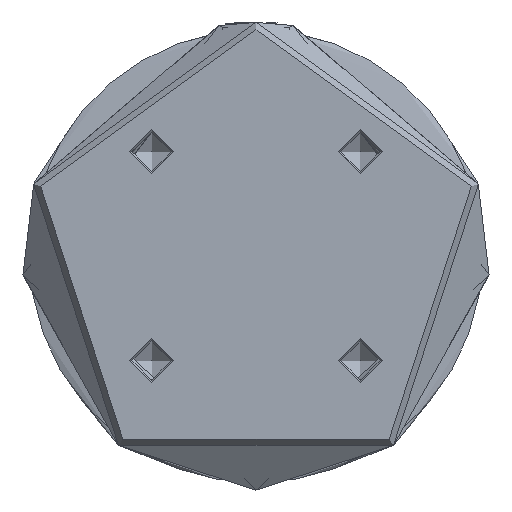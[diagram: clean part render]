
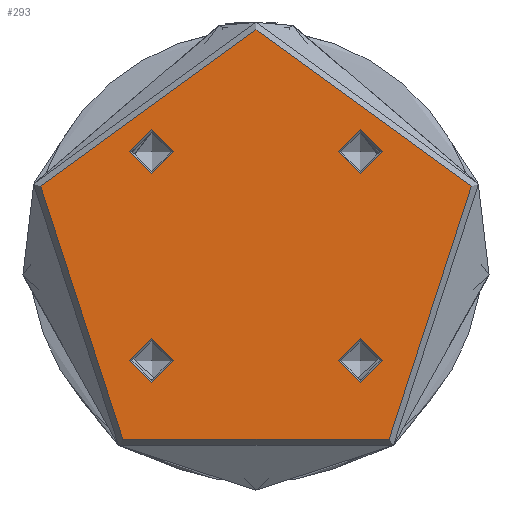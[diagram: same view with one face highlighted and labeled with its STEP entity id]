
A CAD part, front view. The second image highlights one B-rep face of the part: STEP entity #293.
In plain terms, the highlighted face is planar.
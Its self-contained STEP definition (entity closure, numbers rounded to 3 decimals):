
#235 = EDGE_CURVE ( 'NONE', #310, #310, #788, .T. ) ;
#255 = AXIS2_PLACEMENT_3D ( 'NONE', #2962, #385, #3371 ) ;
#293 = ADVANCED_FACE ( 'NONE', ( #726, #3091, #732, #725, #3154 ), #1711, .F. ) ;
#310 = VERTEX_POINT ( 'NONE', #5443 ) ;
#385 = DIRECTION ( 'NONE',  ( 0., 0., 1. ) ) ;
#395 = DIRECTION ( 'NONE',  ( 0., 0., -1. ) ) ;
#410 = AXIS2_PLACEMENT_3D ( 'NONE', #4332, #1769, #4758 ) ;
#577 = VERTEX_POINT ( 'NONE', #1699 ) ;
#725 = FACE_BOUND ( 'NONE', #5023, .T. ) ;
#726 = FACE_BOUND ( 'NONE', #1275, .T. ) ;
#732 = FACE_BOUND ( 'NONE', #1987, .T. ) ;
#788 = CIRCLE ( 'NONE', #3767, 46. ) ;
#817 = CARTESIAN_POINT ( 'NONE',  ( -16.713, -21.213, 0. ) ) ;
#887 = CARTESIAN_POINT ( 'NONE',  ( 21.213, -21.213, 0. ) ) ;
#971 = VERTEX_POINT ( 'NONE', #1684 ) ;
#1006 = CARTESIAN_POINT ( 'NONE',  ( 0., 0., 0. ) ) ;
#1035 = VERTEX_POINT ( 'NONE', #817 ) ;
#1072 = AXIS2_PLACEMENT_3D ( 'NONE', #4279, #2153, #5137 ) ;
#1089 = ORIENTED_EDGE ( 'NONE', *, *, #235, .T. ) ;
#1232 = VERTEX_POINT ( 'NONE', #4656 ) ;
#1275 = EDGE_LOOP ( 'NONE', ( #4627 ) ) ;
#1328 = DIRECTION ( 'NONE',  ( -1., 0., 0. ) ) ;
#1398 = CIRCLE ( 'NONE', #255, 4.5 ) ;
#1444 = DIRECTION ( 'NONE',  ( 1., 0., 0. ) ) ;
#1597 = EDGE_CURVE ( 'NONE', #1232, #1232, #1398, .T. ) ;
#1684 = CARTESIAN_POINT ( 'NONE',  ( -16.713, 21.213, 0. ) ) ;
#1699 = CARTESIAN_POINT ( 'NONE',  ( 16.713, -21.213, 0. ) ) ;
#1711 = PLANE ( 'NONE',  #1072 ) ;
#1769 = DIRECTION ( 'NONE',  ( 0., 0., 1. ) ) ;
#1818 = AXIS2_PLACEMENT_3D ( 'NONE', #2972, #395, #3382 ) ;
#1856 = CIRCLE ( 'NONE', #1818, 4.5 ) ;
#1987 = EDGE_LOOP ( 'NONE', ( #3938 ) ) ;
#2153 = DIRECTION ( 'NONE',  ( 0., 0., -1. ) ) ;
#2451 = EDGE_LOOP ( 'NONE', ( #4809 ) ) ;
#2620 = EDGE_CURVE ( 'NONE', #1035, #1035, #4314, .T. ) ;
#2962 = CARTESIAN_POINT ( 'NONE',  ( 21.213, 21.213, 0. ) ) ;
#2972 = CARTESIAN_POINT ( 'NONE',  ( -21.213, 21.213, 0. ) ) ;
#3091 = FACE_BOUND ( 'NONE', #2451, .T. ) ;
#3154 = FACE_OUTER_BOUND ( 'NONE', #3642, .T. ) ;
#3371 = DIRECTION ( 'NONE',  ( -1., 0., 0. ) ) ;
#3382 = DIRECTION ( 'NONE',  ( 1., 0., 0. ) ) ;
#3411 = EDGE_CURVE ( 'NONE', #971, #971, #1856, .T. ) ;
#3642 = EDGE_LOOP ( 'NONE', ( #1089 ) ) ;
#3664 = AXIS2_PLACEMENT_3D ( 'NONE', #887, #3891, #1328 ) ;
#3767 = AXIS2_PLACEMENT_3D ( 'NONE', #1006, #4006, #1444 ) ;
#3891 = DIRECTION ( 'NONE',  ( 0., 0., -1. ) ) ;
#3938 = ORIENTED_EDGE ( 'NONE', *, *, #4730, .T. ) ;
#4006 = DIRECTION ( 'NONE',  ( 0., 0., 1. ) ) ;
#4201 = ORIENTED_EDGE ( 'NONE', *, *, #2620, .F. ) ;
#4279 = CARTESIAN_POINT ( 'NONE',  ( 0., 0., 0. ) ) ;
#4314 = CIRCLE ( 'NONE', #410, 4.5 ) ;
#4332 = CARTESIAN_POINT ( 'NONE',  ( -21.213, -21.213, 0. ) ) ;
#4627 = ORIENTED_EDGE ( 'NONE', *, *, #1597, .F. ) ;
#4656 = CARTESIAN_POINT ( 'NONE',  ( 16.713, 21.213, 0. ) ) ;
#4730 = EDGE_CURVE ( 'NONE', #577, #577, #5461, .T. ) ;
#4758 = DIRECTION ( 'NONE',  ( 1., 0., 0. ) ) ;
#4809 = ORIENTED_EDGE ( 'NONE', *, *, #3411, .T. ) ;
#5023 = EDGE_LOOP ( 'NONE', ( #4201 ) ) ;
#5137 = DIRECTION ( 'NONE',  ( -1., 0., 0. ) ) ;
#5443 = CARTESIAN_POINT ( 'NONE',  ( 46., 0., 0. ) ) ;
#5461 = CIRCLE ( 'NONE', #3664, 4.5 ) ;
